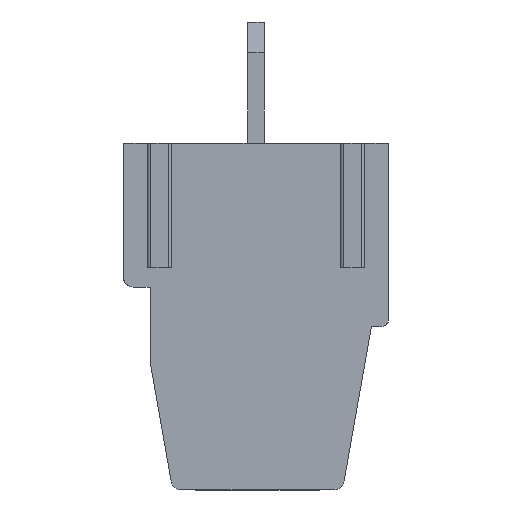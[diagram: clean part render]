
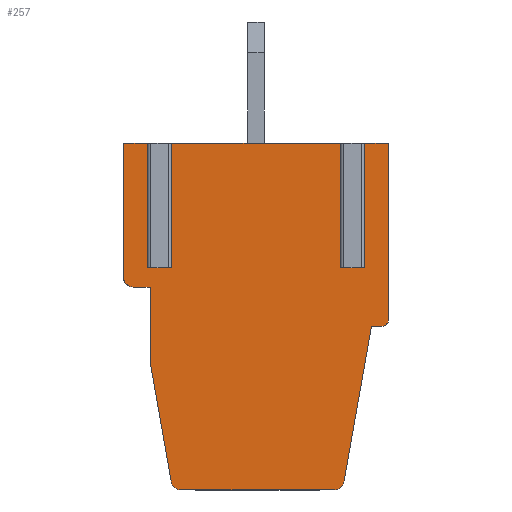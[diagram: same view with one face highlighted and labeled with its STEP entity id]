
A CAD part, front view. The second image highlights one B-rep face of the part: STEP entity #257.
In plain terms, the highlighted planar face has unit normal (0, -1, 0).
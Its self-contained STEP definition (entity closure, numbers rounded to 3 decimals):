
#257 = ADVANCED_FACE( '', ( #687 ), #688, .F. );
#687 = FACE_OUTER_BOUND( '', #1295, .T. );
#688 = PLANE( '', #1296 );
#1295 = EDGE_LOOP( '', ( #2018, #2019, #2020, #2021, #2022, #2023, #2024, #2025, #2026, #2027, #2028, #2029, #2030, #2031, #2032, #2033, #2034, #2035, #2036, #2037, #2038 ) );
#1296 = AXIS2_PLACEMENT_3D( '', #2039, #2040, #2041 );
#2018 = ORIENTED_EDGE( '', *, *, #3809, .F. );
#2019 = ORIENTED_EDGE( '', *, *, #3810, .T. );
#2020 = ORIENTED_EDGE( '', *, *, #3811, .T. );
#2021 = ORIENTED_EDGE( '', *, *, #3812, .T. );
#2022 = ORIENTED_EDGE( '', *, *, #3813, .F. );
#2023 = ORIENTED_EDGE( '', *, *, #3814, .T. );
#2024 = ORIENTED_EDGE( '', *, *, #3815, .T. );
#2025 = ORIENTED_EDGE( '', *, *, #3816, .T. );
#2026 = ORIENTED_EDGE( '', *, *, #3817, .T. );
#2027 = ORIENTED_EDGE( '', *, *, #3818, .F. );
#2028 = ORIENTED_EDGE( '', *, *, #3819, .F. );
#2029 = ORIENTED_EDGE( '', *, *, #3820, .F. );
#2030 = ORIENTED_EDGE( '', *, *, #3821, .T. );
#2031 = ORIENTED_EDGE( '', *, *, #3804, .T. );
#2032 = ORIENTED_EDGE( '', *, *, #3822, .T. );
#2033 = ORIENTED_EDGE( '', *, *, #3823, .F. );
#2034 = ORIENTED_EDGE( '', *, *, #3824, .F. );
#2035 = ORIENTED_EDGE( '', *, *, #3825, .T. );
#2036 = ORIENTED_EDGE( '', *, *, #3826, .T. );
#2037 = ORIENTED_EDGE( '', *, *, #3827, .T. );
#2038 = ORIENTED_EDGE( '', *, *, #3828, .T. );
#2039 = CARTESIAN_POINT( '', ( -10.702, -10.2, -4.395 ) );
#2040 = DIRECTION( '', ( 0., 1., 0. ) );
#2041 = DIRECTION( '', ( -1., 0., 0. ) );
#3804 = EDGE_CURVE( '', #4623, #4625, #4627, .T. );
#3809 = EDGE_CURVE( '', #4635, #4636, #4637, .T. );
#3810 = EDGE_CURVE( '', #4635, #4638, #4639, .F. );
#3811 = EDGE_CURVE( '', #4638, #4640, #4641, .T. );
#3812 = EDGE_CURVE( '', #4640, #4642, #4643, .T. );
#3813 = EDGE_CURVE( '', #4644, #4642, #4645, .T. );
#3814 = EDGE_CURVE( '', #4644, #4646, #4647, .F. );
#3815 = EDGE_CURVE( '', #4646, #4648, #4649, .T. );
#3816 = EDGE_CURVE( '', #4648, #4650, #4651, .T. );
#3817 = EDGE_CURVE( '', #4650, #4652, #4653, .F. );
#3818 = EDGE_CURVE( '', #4654, #4652, #4655, .T. );
#3819 = EDGE_CURVE( '', #4656, #4654, #4657, .T. );
#3820 = EDGE_CURVE( '', #4658, #4656, #4659, .T. );
#3821 = EDGE_CURVE( '', #4658, #4623, #4660, .F. );
#3822 = EDGE_CURVE( '', #4625, #4661, #4662, .F. );
#3823 = EDGE_CURVE( '', #4663, #4661, #4664, .T. );
#3824 = EDGE_CURVE( '', #4665, #4663, #4666, .T. );
#3825 = EDGE_CURVE( '', #4665, #4667, #4668, .F. );
#3826 = EDGE_CURVE( '', #4667, #4669, #4670, .T. );
#3827 = EDGE_CURVE( '', #4669, #4671, #4672, .T. );
#3828 = EDGE_CURVE( '', #4671, #4636, #4673, .T. );
#4623 = VERTEX_POINT( '', #5802 );
#4625 = VERTEX_POINT( '', #5805 );
#4627 = LINE( '', #5808, #5809 );
#4635 = VERTEX_POINT( '', #5817 );
#4636 = VERTEX_POINT( '', #5818 );
#4637 = LINE( '', #5819, #5820 );
#4638 = VERTEX_POINT( '', #5821 );
#4639 = LINE( '', #5822, #5823 );
#4640 = VERTEX_POINT( '', #5824 );
#4641 = LINE( '', #5825, #5826 );
#4642 = VERTEX_POINT( '', #5827 );
#4643 = LINE( '', #5828, #5829 );
#4644 = VERTEX_POINT( '', #5830 );
#4645 = LINE( '', #5831, #5832 );
#4646 = VERTEX_POINT( '', #5833 );
#4647 = LINE( '', #5834, #5835 );
#4648 = VERTEX_POINT( '', #5836 );
#4649 = LINE( '', #5837, #5838 );
#4650 = VERTEX_POINT( '', #5839 );
#4651 = LINE( '', #5840, #5841 );
#4652 = VERTEX_POINT( '', #5842 );
#4653 = CIRCLE( '', #5843, 0.298 );
#4654 = VERTEX_POINT( '', #5844 );
#4655 = LINE( '', #5845, #5846 );
#4656 = VERTEX_POINT( '', #5847 );
#4657 = LINE( '', #5848, #5849 );
#4658 = VERTEX_POINT( '', #5850 );
#4659 = LINE( '', #5851, #5852 );
#4660 = CIRCLE( '', #5853, 0.298 );
#4661 = VERTEX_POINT( '', #5854 );
#4662 = CIRCLE( '', #5855, 0.298 );
#4663 = VERTEX_POINT( '', #5856 );
#4664 = LINE( '', #5857, #5858 );
#4665 = VERTEX_POINT( '', #5859 );
#4666 = LINE( '', #5860, #5861 );
#4667 = VERTEX_POINT( '', #5862 );
#4668 = CIRCLE( '', #5863, 0.198 );
#4669 = VERTEX_POINT( '', #5864 );
#4670 = LINE( '', #5865, #5866 );
#4671 = VERTEX_POINT( '', #5867 );
#4672 = LINE( '', #5868, #5869 );
#4673 = LINE( '', #5870, #5871 );
#5802 = CARTESIAN_POINT( '', ( -9.252, -10.2, -10.6 ) );
#5805 = CARTESIAN_POINT( '', ( -4.552, -10.2, -10.6 ) );
#5808 = CARTESIAN_POINT( '', ( -6.902, -10.2, -10.6 ) );
#5809 = VECTOR( '', #7226, 1000. );
#5817 = CARTESIAN_POINT( '', ( -4.37, -10.2, -3.8 ) );
#5818 = CARTESIAN_POINT( '', ( -3.63, -10.2, -3.8 ) );
#5819 = CARTESIAN_POINT( '', ( -4.32, -10.2, -3.8 ) );
#5820 = VECTOR( '', #7236, 1000. );
#5821 = CARTESIAN_POINT( '', ( -4.37, -10.2, 0. ) );
#5822 = CARTESIAN_POINT( '', ( -4.37, -10.2, 0. ) );
#5823 = VECTOR( '', #7237, 1000. );
#5824 = CARTESIAN_POINT( '', ( -9.53, -10.2, 0. ) );
#5825 = CARTESIAN_POINT( '', ( -7.503, -10.2, 0. ) );
#5826 = VECTOR( '', #7238, 1000. );
#5827 = CARTESIAN_POINT( '', ( -9.53, -10.2, -3.8 ) );
#5828 = CARTESIAN_POINT( '', ( -9.53, -10.2, 0. ) );
#5829 = VECTOR( '', #7239, 1000. );
#5830 = CARTESIAN_POINT( '', ( -10.27, -10.2, -3.8 ) );
#5831 = CARTESIAN_POINT( '', ( -10.22, -10.2, -3.8 ) );
#5832 = VECTOR( '', #7240, 1000. );
#5833 = CARTESIAN_POINT( '', ( -10.27, -10.2, 0. ) );
#5834 = CARTESIAN_POINT( '', ( -10.27, -10.2, 0. ) );
#5835 = VECTOR( '', #7241, 1000. );
#5836 = CARTESIAN_POINT( '', ( -11., -10.2, 0. ) );
#5837 = CARTESIAN_POINT( '', ( -7.503, -10.2, 0. ) );
#5838 = VECTOR( '', #7242, 1000. );
#5839 = CARTESIAN_POINT( '', ( -11., -10.2, -4.098 ) );
#5840 = CARTESIAN_POINT( '', ( -11., -10.2, 0. ) );
#5841 = VECTOR( '', #7243, 1000. );
#5842 = CARTESIAN_POINT( '', ( -10.702, -10.2, -4.395 ) );
#5843 = AXIS2_PLACEMENT_3D( '', #7244, #7245, #7246 );
#5844 = CARTESIAN_POINT( '', ( -10.186, -10.2, -4.395 ) );
#5845 = CARTESIAN_POINT( '', ( -10.186, -10.2, -4.395 ) );
#5846 = VECTOR( '', #7247, 1000. );
#5847 = CARTESIAN_POINT( '', ( -10.186, -10.2, -6.704 ) );
#5848 = CARTESIAN_POINT( '', ( -10.186, -10.2, -6.704 ) );
#5849 = VECTOR( '', #7248, 1000. );
#5850 = CARTESIAN_POINT( '', ( -9.549, -10.2, -10.317 ) );
#5851 = CARTESIAN_POINT( '', ( -9.502, -10.2, -10.587 ) );
#5852 = VECTOR( '', #7249, 1000. );
#5853 = AXIS2_PLACEMENT_3D( '', #7250, #7251, #7252 );
#5854 = CARTESIAN_POINT( '', ( -4.255, -10.2, -10.317 ) );
#5855 = AXIS2_PLACEMENT_3D( '', #7253, #7254, #7255 );
#5856 = CARTESIAN_POINT( '', ( -3.423, -10.2, -5.596 ) );
#5857 = CARTESIAN_POINT( '', ( -3.423, -10.2, -5.596 ) );
#5858 = VECTOR( '', #7256, 1000. );
#5859 = CARTESIAN_POINT( '', ( -3.102, -10.2, -5.596 ) );
#5860 = CARTESIAN_POINT( '', ( -2.904, -10.2, -5.596 ) );
#5861 = VECTOR( '', #7257, 1000. );
#5862 = CARTESIAN_POINT( '', ( -2.904, -10.2, -5.398 ) );
#5863 = AXIS2_PLACEMENT_3D( '', #7258, #7259, #7260 );
#5864 = CARTESIAN_POINT( '', ( -2.904, -10.2, 0. ) );
#5865 = CARTESIAN_POINT( '', ( -2.904, -10.2, 0. ) );
#5866 = VECTOR( '', #7261, 1000. );
#5867 = CARTESIAN_POINT( '', ( -3.63, -10.2, 0. ) );
#5868 = CARTESIAN_POINT( '', ( -7.503, -10.2, 0. ) );
#5869 = VECTOR( '', #7262, 1000. );
#5870 = CARTESIAN_POINT( '', ( -3.63, -10.2, 0. ) );
#5871 = VECTOR( '', #7263, 1000. );
#7226 = DIRECTION( '', ( 1., 0., 0. ) );
#7236 = DIRECTION( '', ( 1., 0., 0. ) );
#7237 = DIRECTION( '', ( 0., 0., -1. ) );
#7238 = DIRECTION( '', ( -1., 0., 0. ) );
#7239 = DIRECTION( '', ( 0., 0., -1. ) );
#7240 = DIRECTION( '', ( 1., 0., 0. ) );
#7241 = DIRECTION( '', ( 0., 0., -1. ) );
#7242 = DIRECTION( '', ( -1., 0., 0. ) );
#7243 = DIRECTION( '', ( 0., 0., -1. ) );
#7244 = CARTESIAN_POINT( '', ( -10.702, -10.2, -4.098 ) );
#7245 = DIRECTION( '', ( 0., 1., 0. ) );
#7246 = DIRECTION( '', ( 0., 0., 1. ) );
#7247 = DIRECTION( '', ( -1., 0., 0. ) );
#7248 = DIRECTION( '', ( 0., 0., 1. ) );
#7249 = DIRECTION( '', ( -0.174, 0., 0.985 ) );
#7250 = CARTESIAN_POINT( '', ( -9.252, -10.2, -10.302 ) );
#7251 = DIRECTION( '', ( 0., 1., 0. ) );
#7252 = DIRECTION( '', ( 0., 0., 1. ) );
#7253 = CARTESIAN_POINT( '', ( -4.552, -10.2, -10.302 ) );
#7254 = DIRECTION( '', ( 0., 1., 0. ) );
#7255 = DIRECTION( '', ( 0., 0., 1. ) );
#7256 = DIRECTION( '', ( -0.174, 0., -0.985 ) );
#7257 = DIRECTION( '', ( -1., 0., 0. ) );
#7258 = CARTESIAN_POINT( '', ( -3.102, -10.2, -5.398 ) );
#7259 = DIRECTION( '', ( 0., 1., 0. ) );
#7260 = DIRECTION( '', ( 0., 0., 1. ) );
#7261 = DIRECTION( '', ( 0., 0., 1. ) );
#7262 = DIRECTION( '', ( -1., 0., 0. ) );
#7263 = DIRECTION( '', ( 0., 0., -1. ) );
